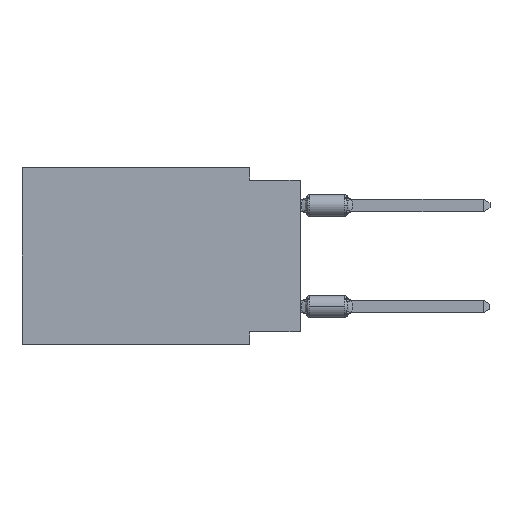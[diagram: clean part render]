
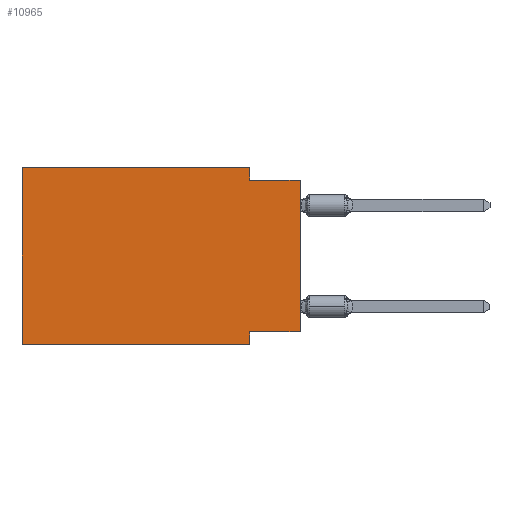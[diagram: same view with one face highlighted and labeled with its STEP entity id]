
A CAD part, left-side view. The second image highlights one B-rep face of the part: STEP entity #10965.
In plain terms, the highlighted planar face has unit normal (-1, 0, 0).
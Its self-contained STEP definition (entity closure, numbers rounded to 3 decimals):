
#73 = VERTEX_POINT ( 'NONE', #4356 ) ;
#88 = LINE ( 'NONE', #13997, #21110 ) ;
#269 = DIRECTION ( 'NONE',  ( 0., 0., 1. ) ) ;
#1141 = CARTESIAN_POINT ( 'NONE',  ( 0., 2.54, -8.255 ) ) ;
#1364 = CARTESIAN_POINT ( 'NONE',  ( 0., 2.54, -0.635 ) ) ;
#1388 = CARTESIAN_POINT ( 'NONE',  ( 0., 2.54, 0. ) ) ;
#1873 = DIRECTION ( 'NONE',  ( 0., -1., 0. ) ) ;
#4356 = CARTESIAN_POINT ( 'NONE',  ( 0., 2.54, -8.89 ) ) ;
#4543 = ORIENTED_EDGE ( 'NONE', *, *, #19469, .F. ) ;
#4771 = VECTOR ( 'NONE', #21018, 1000. ) ;
#5127 = LINE ( 'NONE', #15742, #4771 ) ;
#5355 = VERTEX_POINT ( 'NONE', #16216 ) ;
#5604 = VERTEX_POINT ( 'NONE', #1364 ) ;
#6625 = ORIENTED_EDGE ( 'NONE', *, *, #9031, .F. ) ;
#6719 = DIRECTION ( 'NONE',  ( 0., 0., -1. ) ) ;
#7265 = CARTESIAN_POINT ( 'NONE',  ( 0., 13.97, 0. ) ) ;
#7410 = EDGE_CURVE ( 'NONE', #12216, #5604, #22325, .T. ) ;
#9031 = EDGE_CURVE ( 'NONE', #22224, #11930, #20007, .T. ) ;
#9218 = VECTOR ( 'NONE', #9931, 1000. ) ;
#9303 = EDGE_CURVE ( 'NONE', #10440, #73, #5127, .T. ) ;
#9931 = DIRECTION ( 'NONE',  ( 0., -1., 0. ) ) ;
#10040 = CARTESIAN_POINT ( 'NONE',  ( 0., 13.97, -8.89 ) ) ;
#10159 = CARTESIAN_POINT ( 'NONE',  ( 0., 13.97, 0. ) ) ;
#10406 = DIRECTION ( 'NONE',  ( 0., 1., 0. ) ) ;
#10440 = VERTEX_POINT ( 'NONE', #1141 ) ;
#10497 = VECTOR ( 'NONE', #1873, 1000. ) ;
#10914 = EDGE_CURVE ( 'NONE', #22224, #73, #20764, .T. ) ;
#10965 = ADVANCED_FACE ( 'NONE', ( #20655 ), #18937, .F. ) ;
#11063 = AXIS2_PLACEMENT_3D ( 'NONE', #10159, #17217, #6719 ) ;
#11064 = EDGE_CURVE ( 'NONE', #5604, #5355, #19613, .T. ) ;
#11930 = VERTEX_POINT ( 'NONE', #12495 ) ;
#12216 = VERTEX_POINT ( 'NONE', #22503 ) ;
#12404 = ORIENTED_EDGE ( 'NONE', *, *, #21583, .T. ) ;
#12495 = CARTESIAN_POINT ( 'NONE',  ( 0., 13.97, 0. ) ) ;
#13095 = DIRECTION ( 'NONE',  ( 0., 0., 1. ) ) ;
#13507 = VERTEX_POINT ( 'NONE', #21024 ) ;
#13687 = CARTESIAN_POINT ( 'NONE',  ( 0., 13.97, -8.89 ) ) ;
#13997 = CARTESIAN_POINT ( 'NONE',  ( 0., 0., -8.255 ) ) ;
#14060 = LINE ( 'NONE', #21426, #14566 ) ;
#14566 = VECTOR ( 'NONE', #269, 1000. ) ;
#14969 = DIRECTION ( 'NONE',  ( 0., 0., -1. ) ) ;
#15742 = CARTESIAN_POINT ( 'NONE',  ( 0., 2.54, -8.89 ) ) ;
#15929 = DIRECTION ( 'NONE',  ( 0., -1., 0. ) ) ;
#16216 = CARTESIAN_POINT ( 'NONE',  ( 0., 0., -0.635 ) ) ;
#17217 = DIRECTION ( 'NONE',  ( 1., 0., 0. ) ) ;
#18937 = PLANE ( 'NONE',  #11063 ) ;
#19319 = ORIENTED_EDGE ( 'NONE', *, *, #11064, .F. ) ;
#19469 = EDGE_CURVE ( 'NONE', #13507, #10440, #88, .T. ) ;
#19470 = LINE ( 'NONE', #7265, #10497 ) ;
#19613 = LINE ( 'NONE', #21097, #20636 ) ;
#20007 = LINE ( 'NONE', #21509, #20931 ) ;
#20073 = EDGE_LOOP ( 'NONE', ( #12404, #19319, #21240, #20642, #6625, #20274, #22005, #4543 ) ) ;
#20274 = ORIENTED_EDGE ( 'NONE', *, *, #10914, .T. ) ;
#20636 = VECTOR ( 'NONE', #15929, 1000. ) ;
#20642 = ORIENTED_EDGE ( 'NONE', *, *, #21590, .F. ) ;
#20655 = FACE_OUTER_BOUND ( 'NONE', #20073, .T. ) ;
#20764 = LINE ( 'NONE', #10040, #9218 ) ;
#20931 = VECTOR ( 'NONE', #13095, 1000. ) ;
#21018 = DIRECTION ( 'NONE',  ( 0., 0., -1. ) ) ;
#21024 = CARTESIAN_POINT ( 'NONE',  ( 0., 0., -8.255 ) ) ;
#21097 = CARTESIAN_POINT ( 'NONE',  ( 0., 0., -0.635 ) ) ;
#21110 = VECTOR ( 'NONE', #10406, 1000. ) ;
#21240 = ORIENTED_EDGE ( 'NONE', *, *, #7410, .F. ) ;
#21426 = CARTESIAN_POINT ( 'NONE',  ( 0., 0., 0. ) ) ;
#21509 = CARTESIAN_POINT ( 'NONE',  ( 0., 13.97, 0. ) ) ;
#21583 = EDGE_CURVE ( 'NONE', #13507, #5355, #14060, .T. ) ;
#21590 = EDGE_CURVE ( 'NONE', #11930, #12216, #19470, .T. ) ;
#22005 = ORIENTED_EDGE ( 'NONE', *, *, #9303, .F. ) ;
#22224 = VERTEX_POINT ( 'NONE', #13687 ) ;
#22325 = LINE ( 'NONE', #1388, #22730 ) ;
#22503 = CARTESIAN_POINT ( 'NONE',  ( 0., 2.54, 0. ) ) ;
#22730 = VECTOR ( 'NONE', #14969, 1000. ) ;
